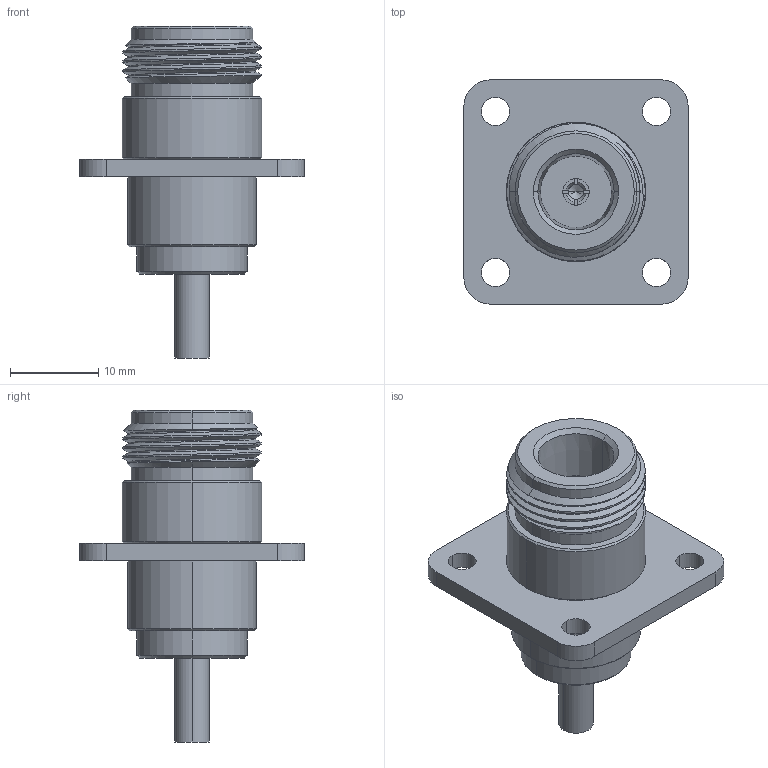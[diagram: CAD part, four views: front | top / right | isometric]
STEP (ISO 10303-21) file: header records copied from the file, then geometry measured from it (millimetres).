
FILE_DESCRIPTION((''),'2;1');
FILE_NAME('172173_SW0001','2020-05-21T16:50:33',('Vijayaragavan'),(''),'CREO PARAMETRIC BY PTC INC, 2019444','CREO PARAMETRIC BY PTC INC, 2019444','');
FILE_SCHEMA(('CONFIG_CONTROL_DESIGN'));
Length unit declared in the file: millimetre
Products named in the file (1): 172173_SW0001
Bounding box: 25.4 x 25.4 x 37.6 mm (x, y, z)
Volume: 5200 mm3; surface area: 3323.2 mm2
Topology: 1 solids, 1 shells, 111 faces, 276 edges, 175 vertices
Faces by surface type: cylinder 46, plane 31, cone 28, bspline 6
Entity records: 5626 total; most frequent: CARTESIAN_POINT 2926, DIRECTION 561, ORIENTED_EDGE 548, EDGE_CURVE 274, AXIS2_PLACEMENT_3D 219, VERTEX_POINT 175, EDGE_LOOP 129, VECTOR 123
